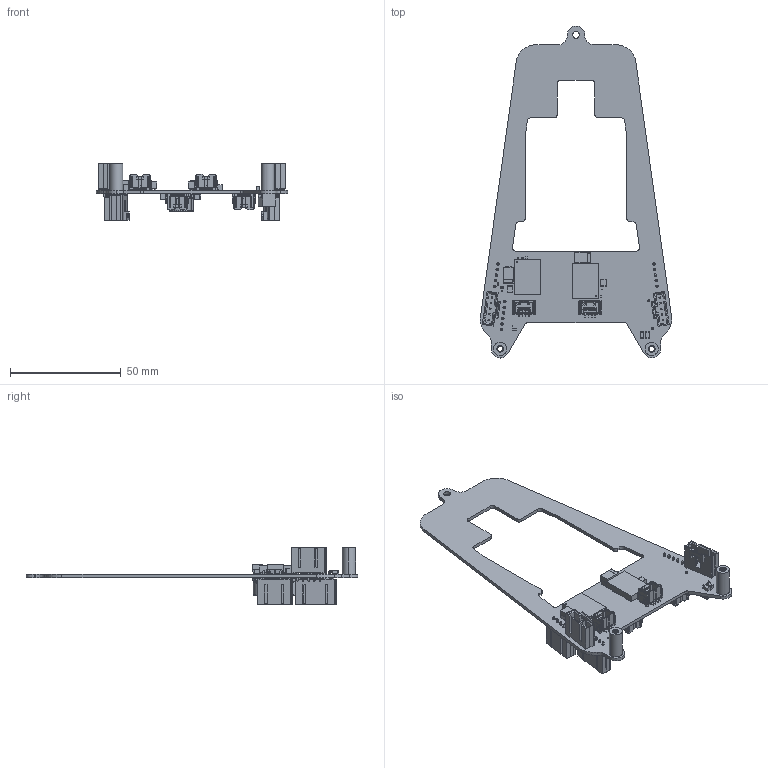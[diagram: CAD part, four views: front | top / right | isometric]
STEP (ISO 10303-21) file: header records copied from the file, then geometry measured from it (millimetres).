
FILE_DESCRIPTION(('KiCad electronic assembly'),'2;1');
FILE_NAME('PDB1.4.step','2024-09-18T08:09:09',('Pcbnew'),('Kicad'), 'Open CASCADE STEP processor 7.8','KiCad to STEP converter','Unknown' );
FILE_SCHEMA(('AUTOMOTIVE_DESIGN { 1 0 10303 214 1 1 1 1 }'));
Length unit declared in the file: millimetre
Products named in the file (30): PDB1.4 1; R_0402_1005Metric; C_1206_3216Metric; 1719710105; 1719710105_1; R_0201_0603Metric; WA-SMSI_9774XXX360; 9774120360R; 2132250430; 2132250430_1; BGA108_16X11P9_ADI; part; C_1210_3225Metric; CAP_TRM-E-2917_AVX; C_0201_0603Metric; LED_0603_1608Metric; TFM-107-02-L-D-WT; 1719710106; 1719710106_1; 100SXV15MX; 6SVP22M; _autosave-PDB1.4_PCB
Assembly tree (53 placements, depth 3):
  PDB1.4 1
    R_0402_1005Metric  x5
      R_0402_1005Metric
    C_1206_3216Metric  x2
      C_1206_3216Metric
    1719710105  x4
      1719710105_1
    R_0201_0603Metric  x5
      R_0201_0603Metric
    WA-SMSI_9774XXX360  x2
      9774120360R
    2132250430  x4
      2132250430_1
    BGA108_16X11P9_ADI  x2
      part
    C_1210_3225Metric  x6
      C_1210_3225Metric
    CAP_TRM-E-2917_AVX  x2
      part
    C_0201_0603Metric
      C_0201_0603Metric
    LED_0603_1608Metric
      LED_0603_1608Metric
    TFM-107-02-L-D-WT
      TFM-107-02-L-D-WT
    1719710106
      1719710106_1
    100SXV15MX  x2
      6SVP22M
    _autosave-PDB1.4_PCB
Bounding box: 86.5 x 150 x 25.66 mm (x, y, z)
Volume: 16349.1 mm3; surface area: 26224.2 mm2
Topology: 273 solids, 273 shells, 4133 faces, 11438 edges, 7647 vertices
Faces by surface type: plane 3178, cylinder 667, sphere 216, bspline 38, cone 34
Full cylindrical faces by diameter (mm): 0.457 x14, 0.596 x2, 0.84 x2, 1.09 x26, 3.1 x1, 4.4 x2
Entity records: 56284 total; most frequent: CARTESIAN_POINT 13427, ORIENTED_EDGE 8228, DIRECTION 7869, EDGE_CURVE 4114, LINE 3409, VECTOR 3409, VERTEX_POINT 2789, AXIS2_PLACEMENT_3D 2230
